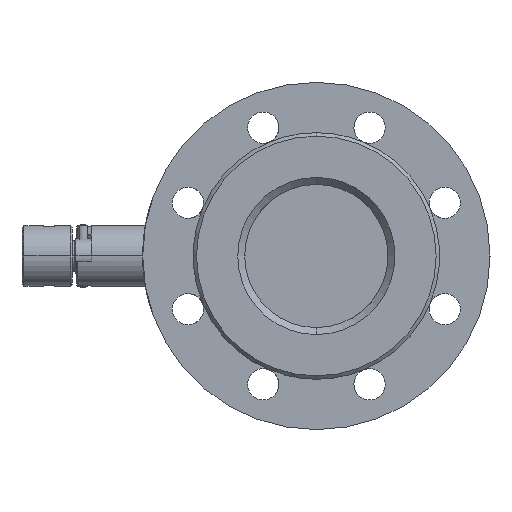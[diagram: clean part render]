
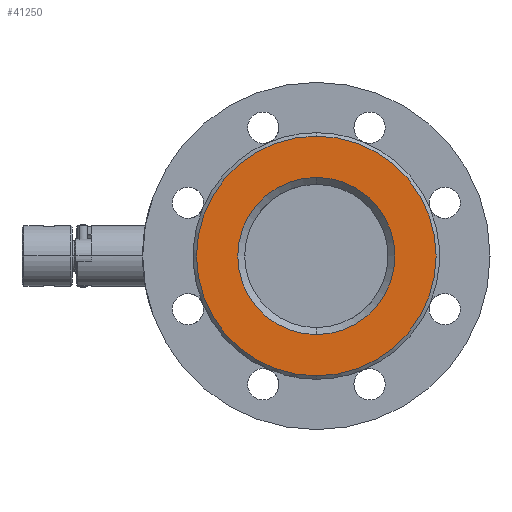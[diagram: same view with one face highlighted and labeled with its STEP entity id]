
A CAD part, left-side view. The second image highlights one B-rep face of the part: STEP entity #41250.
In plain terms, the highlighted planar face has unit normal (-1, 0, 0).
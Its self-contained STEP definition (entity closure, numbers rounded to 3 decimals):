
#15079 = CARTESIAN_POINT ( 'NONE',  ( -140.424, 0., 0. ) ) ;
#15402 = CARTESIAN_POINT ( 'NONE',  ( -140.424, 0., -69. ) ) ;
#15403 = CARTESIAN_POINT ( 'NONE',  ( -140.424, 0., 69. ) ) ;
#15404 = DIRECTION ( 'NONE',  ( 0., 0., 1. ) ) ;
#15405 = DIRECTION ( 'NONE',  ( -1., 0., 0. ) ) ;
#15406 = AXIS2_PLACEMENT_3D ( 'NONE', #15079, #15405, #15404 ) ;
#15408 = CIRCLE ( 'NONE', #15406, 69. ) ;
#15728 = CARTESIAN_POINT ( 'NONE',  ( -140.424, 0., 45.25 ) ) ;
#17124 = CARTESIAN_POINT ( 'NONE',  ( -140.424, 0., -45.25 ) ) ;
#17791 = DIRECTION ( 'NONE',  ( 0., 0., 1. ) ) ;
#17793 = DIRECTION ( 'NONE',  ( -1., 0., 0. ) ) ;
#17794 = CARTESIAN_POINT ( 'NONE',  ( -140.424, 0., 0. ) ) ;
#17795 = AXIS2_PLACEMENT_3D ( 'NONE', #17794, #17793, #17791 ) ;
#17796 = CIRCLE ( 'NONE', #17795, 45.25 ) ;
#25369 = FACE_OUTER_BOUND ( 'NONE', #41165, .T. ) ;
#25393 = DIRECTION ( 'NONE',  ( 0., 0., -1. ) ) ;
#25394 = DIRECTION ( 'NONE',  ( 1., 0., 0. ) ) ;
#25395 = CARTESIAN_POINT ( 'NONE',  ( -140.424, 45.25, 0. ) ) ;
#25396 = AXIS2_PLACEMENT_3D ( 'NONE', #25395, #25394, #25393 ) ;
#25417 = CARTESIAN_POINT ( 'NONE',  ( -140.424, 0., 0. ) ) ;
#25418 = AXIS2_PLACEMENT_3D ( 'NONE', #25417, #25436, #25421 ) ;
#25421 = DIRECTION ( 'NONE',  ( 0., 0., 1. ) ) ;
#25423 = PLANE ( 'NONE',  #25396 ) ;
#25436 = DIRECTION ( 'NONE',  ( -1., 0., 0. ) ) ;
#25437 = CIRCLE ( 'NONE', #25418, 45.25 ) ;
#25477 = FACE_BOUND ( 'NONE', #41114, .T. ) ;
#26605 = DIRECTION ( 'NONE',  ( 0., 0., 1. ) ) ;
#26606 = DIRECTION ( 'NONE',  ( -1., 0., 0. ) ) ;
#26607 = CARTESIAN_POINT ( 'NONE',  ( -140.424, 0., 0. ) ) ;
#26608 = AXIS2_PLACEMENT_3D ( 'NONE', #26607, #26606, #26605 ) ;
#26609 = CIRCLE ( 'NONE', #26608, 69. ) ;
#40722 = EDGE_CURVE ( 'NONE', #40723, #40724, #15408, .T. ) ;
#40723 = VERTEX_POINT ( 'NONE', #15403 ) ;
#40724 = VERTEX_POINT ( 'NONE', #15402 ) ;
#40840 = VERTEX_POINT ( 'NONE', #15728 ) ;
#40970 = VERTEX_POINT ( 'NONE', #17124 ) ;
#41040 = EDGE_CURVE ( 'NONE', #40970, #40840, #17796, .T. ) ;
#41114 = EDGE_LOOP ( 'NONE', ( #41162, #41163 ) ) ;
#41162 = ORIENTED_EDGE ( 'NONE', *, *, #41222, .F. ) ;
#41163 = ORIENTED_EDGE ( 'NONE', *, *, #41040, .F. ) ;
#41165 = EDGE_LOOP ( 'NONE', ( #41166, #41382 ) ) ;
#41166 = ORIENTED_EDGE ( 'NONE', *, *, #41381, .T. ) ;
#41222 = EDGE_CURVE ( 'NONE', #40840, #40970, #25437, .T. ) ;
#41250 = ADVANCED_FACE ( 'NONE', ( #25477, #25369 ), #25423, .F. ) ;
#41381 = EDGE_CURVE ( 'NONE', #40724, #40723, #26609, .T. ) ;
#41382 = ORIENTED_EDGE ( 'NONE', *, *, #40722, .T. ) ;
